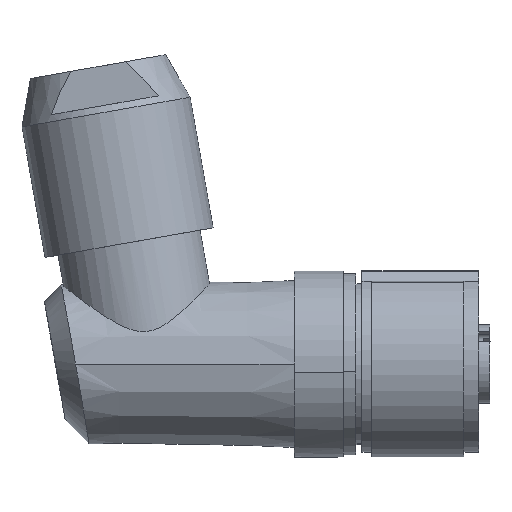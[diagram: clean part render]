
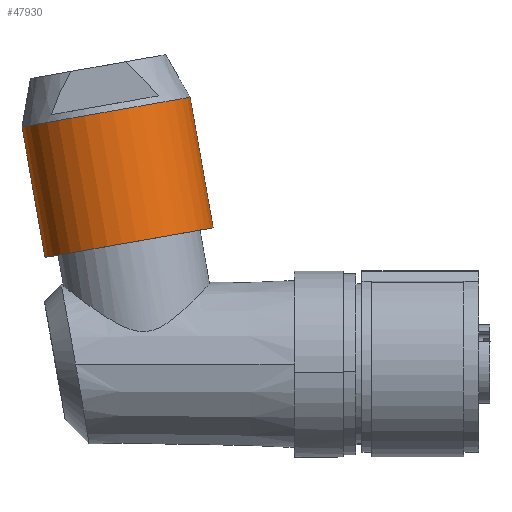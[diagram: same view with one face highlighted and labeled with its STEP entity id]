
A CAD part, left-side view. The second image highlights one B-rep face of the part: STEP entity #47930.
In plain terms, the highlighted cylindrical face has radius 8.75 mm (diameter 17.5 mm), a partial arc.
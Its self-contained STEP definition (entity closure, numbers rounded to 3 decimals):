
#36150=CARTESIAN_POINT('',(14.294,1.421,
45.737));
#36160=DIRECTION('',(1.,0.,0.));
#36170=DIRECTION('',(0.,-0.5,
0.866));
#36180=AXIS2_PLACEMENT_3D('',#36150,#36160,#36170);
#36190=CIRCLE('',#36180,8.75);
#36200=CARTESIAN_POINT('',(14.294,8.443,
50.958));
#36210=VERTEX_POINT('',#36200);
#36220=CARTESIAN_POINT('',(14.294,-6.611,
42.266));
#36230=VERTEX_POINT('',#36220);
#36240=EDGE_CURVE('',#36210,#36230,#36190,.T.);
#38230=CARTESIAN_POINT('',(27.794,1.421,
45.737));
#38240=DIRECTION('',(-1.,0.,0.));
#38250=DIRECTION('',(0.,0.5,
-0.866));
#38260=AXIS2_PLACEMENT_3D('',#38230,#38240,#38250);
#38270=CIRCLE('',#38260,8.75);
#45190=CARTESIAN_POINT('',(27.794,-6.611,
42.266));
#45200=VERTEX_POINT('',#45190);
#45230=CARTESIAN_POINT('',(27.794,8.443,
50.958));
#45240=VERTEX_POINT('',#45230);
#45250=EDGE_CURVE('',#45200,#45240,#38270,.T.);
#47290=CARTESIAN_POINT('',(37.614,1.421,
45.737));
#47300=DIRECTION('',(1.,0.,0.));
#47310=DIRECTION('',(0.,-0.5,
0.866));
#47320=AXIS2_PLACEMENT_3D('',#47290,#47300,#47310);
#47330=CYLINDRICAL_SURFACE('',#47320,8.75);
#47630=CARTESIAN_POINT('',(37.614,-6.611,
42.266));
#47640=DIRECTION('',(1.,0.,0.));
#47650=VECTOR('',#47640,1.);
#47660=LINE('',#47630,#47650);
#47670=EDGE_CURVE('',#36230,#45200,#47660,.T.);
#47820=ORIENTED_EDGE('',*,*,#45250,.T.);
#47830=ORIENTED_EDGE('',*,*,#47670,.T.);
#47840=ORIENTED_EDGE('',*,*,#36240,.T.);
#47850=CARTESIAN_POINT('',(37.614,8.443,
50.958));
#47860=DIRECTION('',(1.,0.,0.));
#47870=VECTOR('',#47860,1.);
#47880=LINE('',#47850,#47870);
#47890=EDGE_CURVE('',#36210,#45240,#47880,.T.);
#47900=ORIENTED_EDGE('',*,*,#47890,.F.);
#47910=EDGE_LOOP('',(#47900,#47840,#47830,#47820));
#47920=FACE_OUTER_BOUND('',#47910,.T.);
#47930=ADVANCED_FACE('',(#47920),#47330,.T.);
